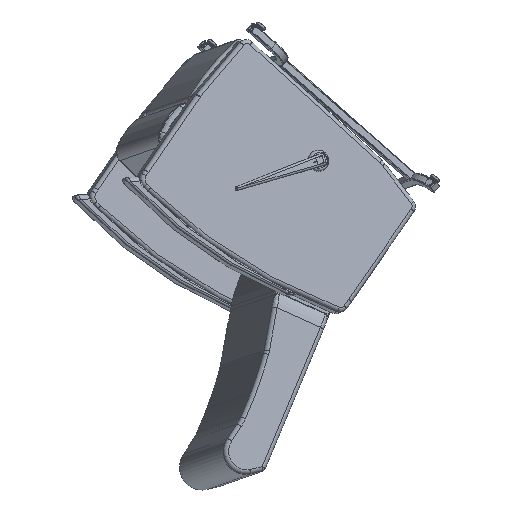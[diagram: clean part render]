
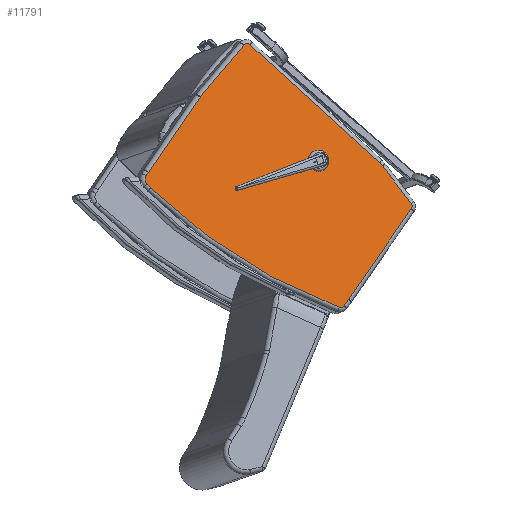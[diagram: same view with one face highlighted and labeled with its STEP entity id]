
A CAD part, left-side view. The second image highlights one B-rep face of the part: STEP entity #11791.
In plain terms, the highlighted face is planar.
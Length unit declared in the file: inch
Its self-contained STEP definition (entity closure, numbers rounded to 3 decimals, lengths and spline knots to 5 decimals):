
#1315=CIRCLE('',#13288,59.75);
#1319=CIRCLE('',#13294,0.5);
#1321=CIRCLE('',#13298,2.5);
#1324=CIRCLE('',#13302,0.5);
#1328=CIRCLE('',#13307,0.5);
#1331=CIRCLE('',#13312,59.75);
#1333=CIRCLE('',#13314,0.5);
#1334=CIRCLE('',#13317,0.75);
#2286=FACE_OUTER_BOUND('',#3067,.T.);
#3067=EDGE_LOOP('',(#10723,#10724,#10725,#10726,#10727,#10728,#10729,#10730,
#10731,#10732,#10733,#10734,#10735,#10736,#10737));
#3826=LINE('',#24885,#4612);
#3828=LINE('',#24916,#4614);
#3829=LINE('',#24932,#4615);
#3831=LINE('',#24951,#4617);
#3832=LINE('',#24976,#4618);
#3834=LINE('',#24993,#4620);
#3836=LINE('',#25012,#4622);
#4612=VECTOR('',#16857,0.3937);
#4614=VECTOR('',#16865,0.3937);
#4615=VECTOR('',#16874,0.3937);
#4617=VECTOR('',#16884,0.3937);
#4618=VECTOR('',#16895,0.3937);
#4620=VECTOR('',#16905,0.3937);
#4622=VECTOR('',#16919,0.3937);
#5669=VERTEX_POINT('',#24859);
#5670=VERTEX_POINT('',#24870);
#5671=VERTEX_POINT('',#24883);
#5672=VERTEX_POINT('',#24884);
#5675=VERTEX_POINT('',#24912);
#5676=VERTEX_POINT('',#24914);
#5677=VERTEX_POINT('',#24926);
#5678=VERTEX_POINT('',#24930);
#5679=VERTEX_POINT('',#24934);
#5681=VERTEX_POINT('',#24949);
#5683=VERTEX_POINT('',#24968);
#5685=VERTEX_POINT('',#24974);
#5687=VERTEX_POINT('',#24988);
#5688=VERTEX_POINT('',#24996);
#5689=VERTEX_POINT('',#25008);
#7338=EDGE_CURVE('',#5669,#5670,#1315,.T.);
#7340=EDGE_CURVE('',#5671,#5672,#3826,.T.);
#7346=EDGE_CURVE('',#5676,#5675,#3828,.T.);
#7348=EDGE_CURVE('',#5677,#5676,#1319,.T.);
#7350=EDGE_CURVE('',#5678,#5677,#3829,.T.);
#7352=EDGE_CURVE('',#5679,#5678,#1321,.T.);
#7355=EDGE_CURVE('',#5681,#5679,#3831,.T.);
#7357=EDGE_CURVE('',#5683,#5681,#1324,.T.);
#7360=EDGE_CURVE('',#5685,#5683,#3832,.T.);
#7363=EDGE_CURVE('',#5687,#5685,#1328,.T.);
#7365=EDGE_CURVE('',#5672,#5687,#3834,.T.);
#7368=EDGE_CURVE('',#5688,#5669,#1331,.T.);
#7370=EDGE_CURVE('',#5689,#5688,#1333,.T.);
#7371=EDGE_CURVE('',#5675,#5689,#3836,.T.);
#7372=EDGE_CURVE('',#5670,#5671,#1334,.T.);
#10723=ORIENTED_EDGE('',*,*,#7346,.F.);
#10724=ORIENTED_EDGE('',*,*,#7348,.F.);
#10725=ORIENTED_EDGE('',*,*,#7350,.F.);
#10726=ORIENTED_EDGE('',*,*,#7352,.F.);
#10727=ORIENTED_EDGE('',*,*,#7355,.F.);
#10728=ORIENTED_EDGE('',*,*,#7357,.F.);
#10729=ORIENTED_EDGE('',*,*,#7360,.F.);
#10730=ORIENTED_EDGE('',*,*,#7363,.F.);
#10731=ORIENTED_EDGE('',*,*,#7365,.F.);
#10732=ORIENTED_EDGE('',*,*,#7340,.F.);
#10733=ORIENTED_EDGE('',*,*,#7372,.F.);
#10734=ORIENTED_EDGE('',*,*,#7338,.F.);
#10735=ORIENTED_EDGE('',*,*,#7368,.F.);
#10736=ORIENTED_EDGE('',*,*,#7370,.F.);
#10737=ORIENTED_EDGE('',*,*,#7371,.F.);
#11080=PLANE('',#13323);
#11791=ADVANCED_FACE('',(#2286),#11080,.T.);
#13288=AXIS2_PLACEMENT_3D('',#24871,#16853,#16854);
#13294=AXIS2_PLACEMENT_3D('',#24928,#16868,#16869);
#13298=AXIS2_PLACEMENT_3D('',#24945,#16877,#16878);
#13302=AXIS2_PLACEMENT_3D('',#24970,#16887,#16888);
#13307=AXIS2_PLACEMENT_3D('',#24990,#16899,#16900);
#13312=AXIS2_PLACEMENT_3D('',#24998,#16911,#16912);
#13314=AXIS2_PLACEMENT_3D('',#25010,#16915,#16916);
#13317=AXIS2_PLACEMENT_3D('',#25014,#16922,#16923);
#13323=AXIS2_PLACEMENT_3D('',#25024,#16938,#16939);
#16853=DIRECTION('center_axis',(0.,0.,-1.));
#16854=DIRECTION('ref_axis',(0.05,0.999,0.));
#16857=DIRECTION('',(0.106,-0.994,0.));
#16865=DIRECTION('',(-0.106,0.994,0.));
#16868=DIRECTION('center_axis',(0.,0.,-1.));
#16869=DIRECTION('ref_axis',(-0.735,-0.679,0.));
#16874=DIRECTION('',(-0.983,0.184,0.));
#16877=DIRECTION('center_axis',(0.,0.,-1.));
#16878=DIRECTION('ref_axis',(-0.092,-0.996,0.));
#16884=DIRECTION('',(-1.,-0.001,0.));
#16887=DIRECTION('center_axis',(0.,0.,-1.));
#16888=DIRECTION('ref_axis',(0.712,-0.702,0.));
#16895=DIRECTION('',(0.014,-1.,0.));
#16899=DIRECTION('center_axis',(0.,0.,-1.));
#16900=DIRECTION('ref_axis',(0.998,0.062,0.));
#16905=DIRECTION('',(0.11,-0.994,0.));
#16911=DIRECTION('center_axis',(0.,0.,-1.));
#16912=DIRECTION('ref_axis',(-0.174,0.985,0.));
#16915=DIRECTION('center_axis',(0.,0.,-1.));
#16916=DIRECTION('ref_axis',(-0.859,0.512,0.));
#16919=DIRECTION('',(-0.106,0.994,0.));
#16922=DIRECTION('center_axis',(0.,0.,-1.));
#16923=DIRECTION('ref_axis',(0.669,0.743,0.));
#16938=DIRECTION('center_axis',(0.,0.,1.));
#16939=DIRECTION('ref_axis',(1.,0.,0.));
#24859=CARTESIAN_POINT('',(30.35305,-10.41044,3.));
#24870=CARTESIAN_POINT('',(30.96931,-10.4412,3.));
#24871=CARTESIAN_POINT('Origin',(27.68214,-70.10071,3.));
#24883=CARTESIAN_POINT('',(31.67349,-11.06456,3.));
#24884=CARTESIAN_POINT('',(31.72615,-11.55846,3.));
#24885=CARTESIAN_POINT('',(31.9615,-13.76578,3.));
#24912=CARTESIAN_POINT('',(5.07948,-16.22891,3.));
#24914=CARTESIAN_POINT('',(6.42687,-28.85763,3.));
#24916=CARTESIAN_POINT('',(5.95876,-24.47018,3.));
#24926=CARTESIAN_POINT('',(6.83187,-29.29602,3.));
#24928=CARTESIAN_POINT('Origin',(6.92405,-28.80459,3.));
#24930=CARTESIAN_POINT('',(12.11389,-30.28672,3.));
#24932=CARTESIAN_POINT('',(13.84383,-30.61119,3.));
#24934=CARTESIAN_POINT('',(12.57757,-30.32957,3.));
#24945=CARTESIAN_POINT('Origin',(12.57476,-27.82957,3.));
#24949=CARTESIAN_POINT('',(32.48755,-30.31847,3.));
#24951=CARTESIAN_POINT('',(25.75379,-30.32222,3.));
#24968=CARTESIAN_POINT('',(32.98722,-29.81165,3.));
#24970=CARTESIAN_POINT('Origin',(32.48727,-29.81847,3.));
#24974=CARTESIAN_POINT('',(32.88094,-22.0233,3.));
#24976=CARTESIAN_POINT('',(32.85178,-19.88638,3.));
#24988=CARTESIAN_POINT('',(32.87796,-21.97517,3.));
#24990=CARTESIAN_POINT('Origin',(32.38099,-22.03012,3.));
#24993=CARTESIAN_POINT('',(31.99514,-13.99111,3.));
#24996=CARTESIAN_POINT('',(5.29373,-14.84155,3.));
#24998=CARTESIAN_POINT('Origin',(27.98863,-70.11364,3.));
#25008=CARTESIAN_POINT('',(4.98646,-15.35712,3.));
#25010=CARTESIAN_POINT('Origin',(5.48364,-15.30407,3.));
#25012=CARTESIAN_POINT('',(5.24561,-17.78599,3.));
#25014=CARTESIAN_POINT('Origin',(30.93412,-11.19038,3.));
#25024=CARTESIAN_POINT('Origin',(18.,-18.,3.));
